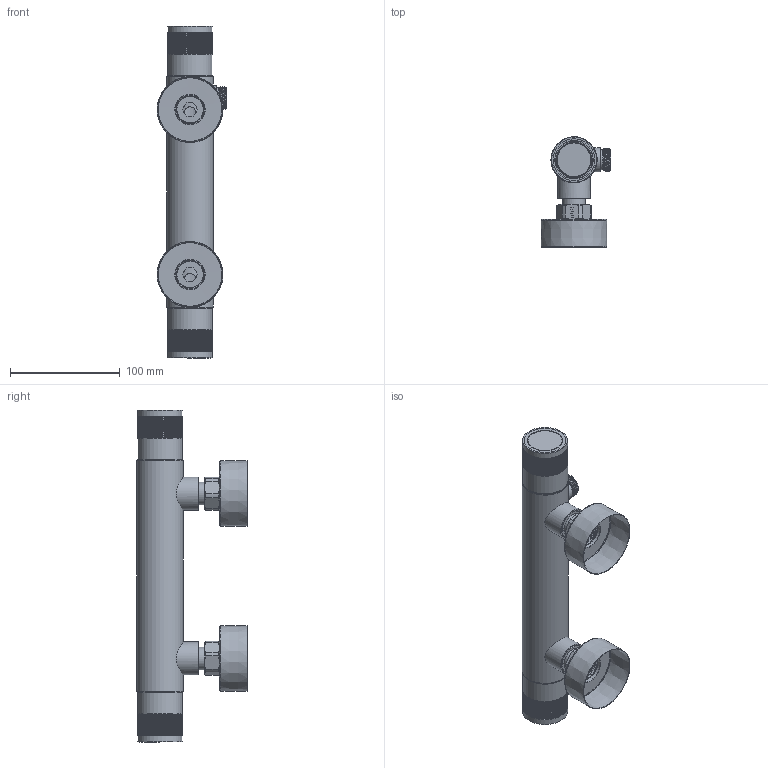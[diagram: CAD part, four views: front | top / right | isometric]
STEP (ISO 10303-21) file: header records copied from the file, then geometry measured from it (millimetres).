
FILE_DESCRIPTION (( 'STEP AP203' ), '1' );
FILE_NAME ('841411 SIX.STEP', '2025-01-31T10:47:17', ( '' ), ( '' ), 'SwSTEP 2.0', 'SolidWorks 2021', '' );
FILE_SCHEMA (( 'CONFIG_CONTROL_DESIGN' ));
Length unit declared in the file: millimetre
Products named in the file (1): 841411 SIX
Bounding box: 63.43 x 100.24 x 302 mm (x, y, z)
Volume: 117407.7 mm3; surface area: 145392.9 mm2
Topology: 21 solids, 21 shells, 8071 faces, 19311 edges, 12590 vertices
Faces by surface type: plane 3042, cone 2812, cylinder 1594, bspline 351, torus 268, sphere 4
Full cylindrical faces by diameter (mm): 4.5 x8, 5.8 x1, 6 x1, 9 x1, 10 x2, 10.5 x2, 12.9 x2, 15 x5, 16.2 x2, 18 x2, 18.2 x2, 18.5 x1, 20 x2, 20.5 x2, 20.8 x2, 21 x2, 22 x1, 24 x2, 24.5 x10, 25.6 x2, 26.6 x2, 27 x4, 30 x2, 32 x2, 34.4 x2, 34.9 x1, 35.5 x2, 35.9 x1, 36.6 x1, 37 x1
Entity records: 253709 total; most frequent: CARTESIAN_POINT 75621, ORIENTED_EDGE 38026, DIRECTION 34136, EDGE_CURVE 19013, AXIS2_PLACEMENT_3D 14073, VERTEX_POINT 12475, EDGE_LOOP 9596, FACE_OUTER_BOUND 8162
